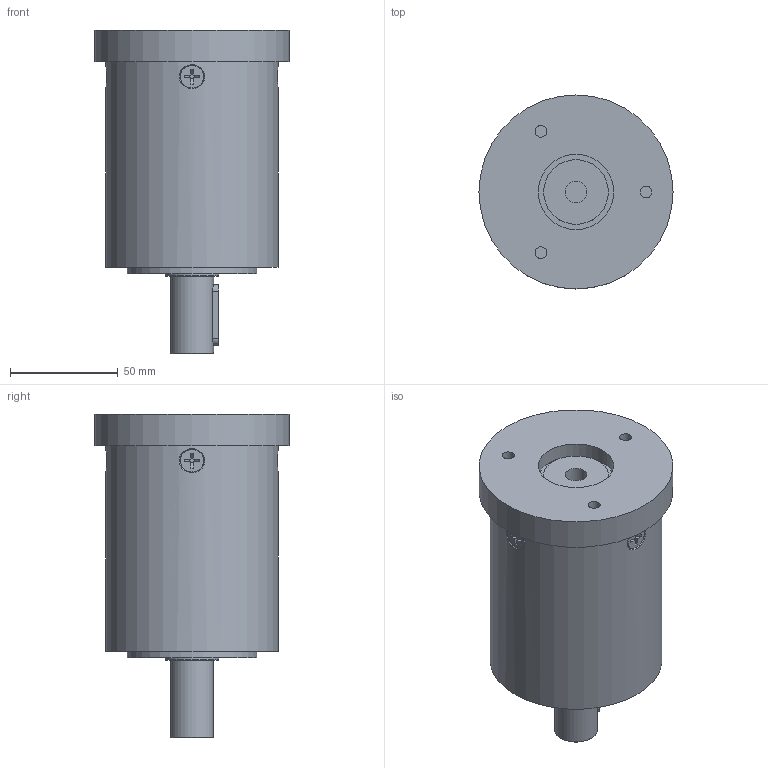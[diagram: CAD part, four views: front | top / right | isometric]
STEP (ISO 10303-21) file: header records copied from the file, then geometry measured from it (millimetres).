
FILE_DESCRIPTION(/* description */ (''),/* implementation_level */ '2;1');
FILE_NAME(/* name */ 'GP80-T2-XX-SRR90.stp',/* time_stamp */ '2024-04-04T10:48:03+02:00',/* author */ ('kaiming.cao'),/* organization */ (''),/* preprocessor_version */ 'ST-DEVELOPER v18.1',/* originating_system */ 'Autodesk Inventor 2021',/* authorisation */ '');
FILE_SCHEMA (('AUTOMOTIVE_DESIGN { 1 0 10303 214 3 1 1 }'));
Length unit declared in the file: millimetre
Products named in the file (1): GP80-T2-xx-SRR90-VEREINFACHT
Bounding box: 90 x 90 x 150 mm (x, y, z)
Volume: 584406.2 mm3; surface area: 47094.5 mm2
Topology: 1 solids, 1 shells, 153 faces, 394 edges, 260 vertices
Faces by surface type: plane 67, cylinder 61, cone 9, bspline 8, torus 8
Full cylindrical faces by diameter (mm): 4.917 x4, 5.5 x3, 10 x1, 20 x1, 25 x1, 30 x1, 35 x1, 60 x1, 80 x1, 90 x1
Entity records: 8464 total; most frequent: CARTESIAN_POINT 4742, ORIENTED_EDGE 780, DIRECTION 720, EDGE_CURVE 390, AXIS2_PLACEMENT_3D 269, VERTEX_POINT 260, LINE 182, VECTOR 182
